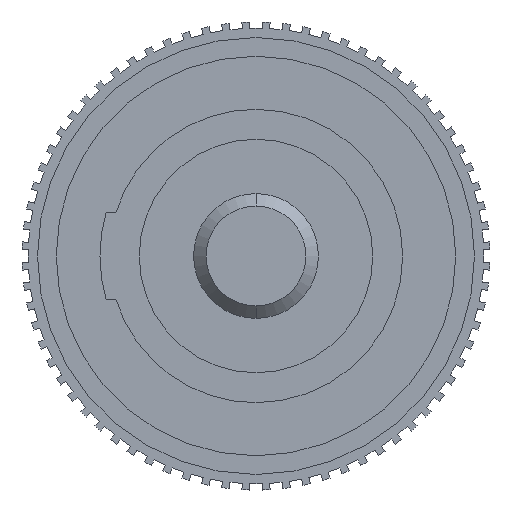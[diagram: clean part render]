
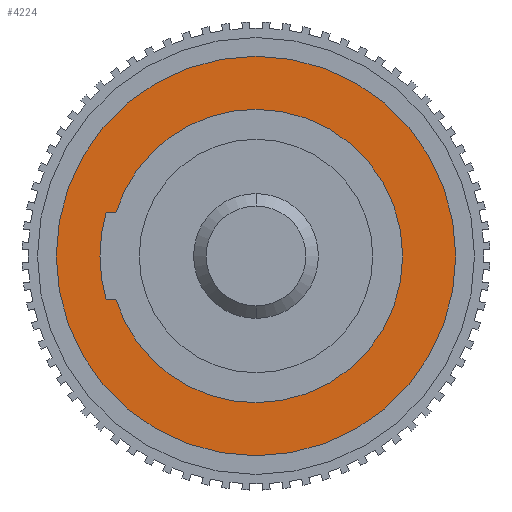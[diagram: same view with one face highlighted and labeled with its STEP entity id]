
A CAD part, left-side view. The second image highlights one B-rep face of the part: STEP entity #4224.
In plain terms, the highlighted face is planar.
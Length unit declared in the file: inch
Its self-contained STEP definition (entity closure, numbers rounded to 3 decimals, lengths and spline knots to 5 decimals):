
#5 = EDGE_CURVE ( 'NONE', #6553, #4833, #13559, .T. ) ;
#6 = EDGE_CURVE ( 'NONE', #4727, #4757, #13560, .T. ) ;
#7 = EDGE_CURVE ( 'NONE', #4835, #6616, #13561, .T. ) ;
#8 = EDGE_CURVE ( 'NONE', #6536, #4835, #13562, .T. ) ;
#9 = EDGE_CURVE ( 'NONE', #4757, #6536, #13564, .T. ) ;
#731 = AXIS2_PLACEMENT_3D ( 'NONE', #4466, #4473, #4474 ) ;
#732 = AXIS2_PLACEMENT_3D ( 'NONE', #4477, #4478, #4479 ) ;
#733 = AXIS2_PLACEMENT_3D ( 'NONE', #4482, #4472, #4471 ) ;
#764 = AXIS2_PLACEMENT_3D ( 'NONE', #2831, #2834, #2836 ) ;
#770 = AXIS2_PLACEMENT_3D ( 'NONE', #2656, #2664, #2657 ) ;
#771 = AXIS2_PLACEMENT_3D ( 'NONE', #2686, #2687, #2688 ) ;
#883 = AXIS2_PLACEMENT_3D ( 'NONE', #1364, #1366, #1369 ) ;
#1161 = CARTESIAN_POINT ( 'NONE',  ( 0., 0.185, 0.16 ) ) ;
#1204 = CARTESIAN_POINT ( 'NONE',  ( -0.12, 0.185, 0.035 ) ) ;
#1325 = PLANE ( 'NONE',  #883 ) ;
#1364 = CARTESIAN_POINT ( 'NONE',  ( 0., 0.185, 0. ) ) ;
#1366 = DIRECTION ( 'NONE',  ( 0., 1., 0. ) ) ;
#1369 = DIRECTION ( 'NONE',  ( 0., 0., 1. ) ) ;
#1413 = CARTESIAN_POINT ( 'NONE',  ( 0., 0.185, -0.1175 ) ) ;
#1501 = CARTESIAN_POINT ( 'NONE',  ( -0.12, 0.185, -0.035 ) ) ;
#1632 = CARTESIAN_POINT ( 'NONE',  ( -0.11217, 0.185, -0.035 ) ) ;
#1652 = CARTESIAN_POINT ( 'NONE',  ( -0.11217, 0.185, 0.035 ) ) ;
#1659 = CARTESIAN_POINT ( 'NONE',  ( 0., 0.185, -0.16 ) ) ;
#2656 = CARTESIAN_POINT ( 'NONE',  ( 0., 0.185, 0. ) ) ;
#2657 = DIRECTION ( 'NONE',  ( 0., 0., 1. ) ) ;
#2664 = DIRECTION ( 'NONE',  ( 0., 1., 0. ) ) ;
#2686 = CARTESIAN_POINT ( 'NONE',  ( 0., 0.185, 0. ) ) ;
#2687 = DIRECTION ( 'NONE',  ( 0., 1., 0. ) ) ;
#2688 = DIRECTION ( 'NONE',  ( 0., 0., 1. ) ) ;
#2831 = CARTESIAN_POINT ( 'NONE',  ( 0., 0.185, 0. ) ) ;
#2834 = DIRECTION ( 'NONE',  ( 0., 1., 0. ) ) ;
#2836 = DIRECTION ( 'NONE',  ( 0., 0., 1. ) ) ;
#2862 = EDGE_CURVE ( 'NONE', #6616, #4862, #5314, .T. ) ;
#2884 = EDGE_CURVE ( 'NONE', #4833, #6553, #5352, .T. ) ;
#2886 = EDGE_CURVE ( 'NONE', #4862, #4727, #5355, .T. ) ;
#4224 = ADVANCED_FACE ( 'NONE', ( #5602, #5617 ), #1325, .T. ) ;
#4356 = DIRECTION ( 'NONE',  ( -1., 0., 0. ) ) ;
#4462 = CARTESIAN_POINT ( 'NONE',  ( -0.11217, 0.185, -0.035 ) ) ;
#4466 = CARTESIAN_POINT ( 'NONE',  ( 0., 0.185, 0. ) ) ;
#4471 = DIRECTION ( 'NONE',  ( 0., 0., 1. ) ) ;
#4472 = DIRECTION ( 'NONE',  ( 0., 1., 0. ) ) ;
#4473 = DIRECTION ( 'NONE',  ( 0., 1., 0. ) ) ;
#4474 = DIRECTION ( 'NONE',  ( 0., 0., 1. ) ) ;
#4475 = DIRECTION ( 'NONE',  ( 1., 0., 0. ) ) ;
#4476 = CARTESIAN_POINT ( 'NONE',  ( -0.11217, 0.185, 0.035 ) ) ;
#4477 = CARTESIAN_POINT ( 'NONE',  ( 0., 0.185, 0. ) ) ;
#4478 = DIRECTION ( 'NONE',  ( 0., 1., 0. ) ) ;
#4479 = DIRECTION ( 'NONE',  ( 0., 0., 1. ) ) ;
#4482 = CARTESIAN_POINT ( 'NONE',  ( 0., 0.185, 0. ) ) ;
#4727 = VERTEX_POINT ( 'NONE', #1632 ) ;
#4757 = VERTEX_POINT ( 'NONE', #1501 ) ;
#4833 = VERTEX_POINT ( 'NONE', #1659 ) ;
#4835 = VERTEX_POINT ( 'NONE', #1652 ) ;
#4862 = VERTEX_POINT ( 'NONE', #1413 ) ;
#5314 = CIRCLE ( 'NONE', #764, 0.1175 ) ;
#5352 = CIRCLE ( 'NONE', #770, 0.16 ) ;
#5355 = CIRCLE ( 'NONE', #771, 0.1175 ) ;
#5602 = FACE_OUTER_BOUND ( 'NONE', #6717, .T. ) ;
#5617 = FACE_BOUND ( 'NONE', #6713, .T. ) ;
#6536 = VERTEX_POINT ( 'NONE', #1204 ) ;
#6553 = VERTEX_POINT ( 'NONE', #1161 ) ;
#6616 = VERTEX_POINT ( 'NONE', #8310 ) ;
#6713 = EDGE_LOOP ( 'NONE', ( #13915, #13914, #13913, #13912, #13911, #13910 ) ) ;
#6717 = EDGE_LOOP ( 'NONE', ( #13917, #13916 ) ) ;
#8310 = CARTESIAN_POINT ( 'NONE',  ( 0., 0.185, 0.1175 ) ) ;
#13559 = CIRCLE ( 'NONE', #731, 0.16 ) ;
#13560 = LINE ( 'NONE', #4462, #13563 ) ;
#13561 = CIRCLE ( 'NONE', #732, 0.1175 ) ;
#13562 = LINE ( 'NONE', #4476, #13566 ) ;
#13563 = VECTOR ( 'NONE', #4356, 39.37008 ) ;
#13564 = CIRCLE ( 'NONE', #733, 0.125 ) ;
#13566 = VECTOR ( 'NONE', #4475, 39.37008 ) ;
#13910 = ORIENTED_EDGE ( 'NONE', *, *, #9, .F. ) ;
#13911 = ORIENTED_EDGE ( 'NONE', *, *, #8, .F. ) ;
#13912 = ORIENTED_EDGE ( 'NONE', *, *, #7, .F. ) ;
#13913 = ORIENTED_EDGE ( 'NONE', *, *, #2862, .F. ) ;
#13914 = ORIENTED_EDGE ( 'NONE', *, *, #2886, .F. ) ;
#13915 = ORIENTED_EDGE ( 'NONE', *, *, #6, .F. ) ;
#13916 = ORIENTED_EDGE ( 'NONE', *, *, #2884, .T. ) ;
#13917 = ORIENTED_EDGE ( 'NONE', *, *, #5, .T. ) ;
